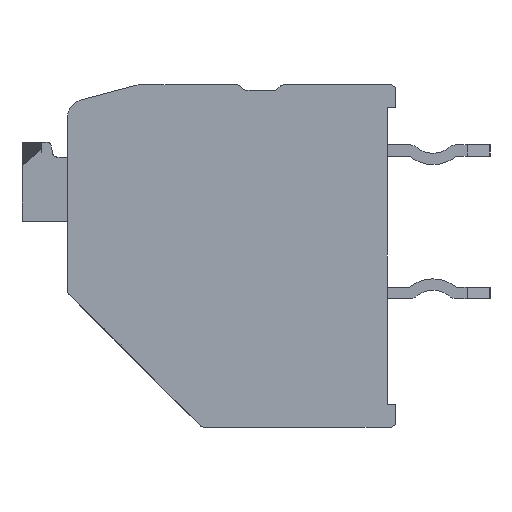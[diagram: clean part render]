
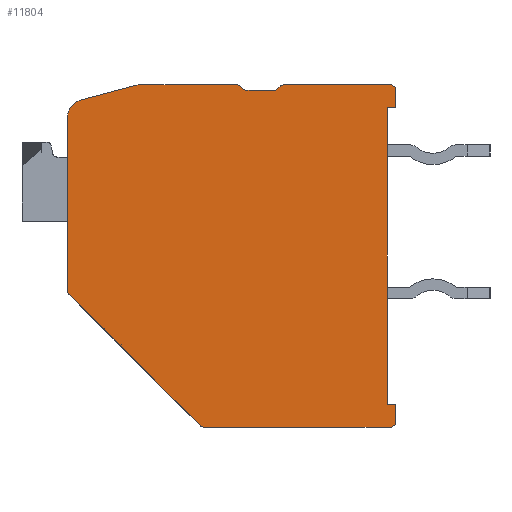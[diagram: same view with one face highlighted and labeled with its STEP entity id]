
A CAD part, left-side view. The second image highlights one B-rep face of the part: STEP entity #11804.
In plain terms, the highlighted planar face has unit normal (-1, 0, 0).
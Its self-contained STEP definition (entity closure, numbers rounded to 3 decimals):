
#3797=CARTESIAN_POINT('',(-31.5,5.15,4.883));
#3798=DIRECTION('',(1.,0.,0.));
#3799=DIRECTION('',(0.,1.,0.));
#3800=AXIS2_PLACEMENT_3D('',#3797,#3798,#3799);
#3802=DIRECTION('',(0.,-0.966,0.259));
#3803=VECTOR('',#3802,1.997);
#3804=CARTESIAN_POINT('',(-31.5,5.305,5.463));
#3805=LINE('',#3804,#3803);
#3806=CARTESIAN_POINT('',(-31.5,3.221,5.4));
#3807=DIRECTION('',(1.,0.,0.));
#3808=DIRECTION('',(0.,0.259,0.966));
#3809=AXIS2_PLACEMENT_3D('',#3806,#3807,#3808);
#3811=DIRECTION('',(0.,-1.,0.));
#3812=VECTOR('',#3811,3.388);
#3813=CARTESIAN_POINT('',(-31.5,3.221,6.));
#3814=LINE('',#3813,#3812);
#3815=CARTESIAN_POINT('',(-31.5,-0.167,5.8));
#3816=DIRECTION('',(1.,0.,0.));
#3817=DIRECTION('',(0.,0.,1.));
#3818=AXIS2_PLACEMENT_3D('',#3815,#3816,#3817);
#3820=DIRECTION('',(0.,-0.707,-0.707));
#3821=VECTOR('',#3820,0.117);
#3822=CARTESIAN_POINT('',(-31.5,-0.309,5.941));
#3823=LINE('',#3822,#3821);
#3824=CARTESIAN_POINT('',(-31.5,-0.533,6.));
#3825=DIRECTION('',(-1.,0.,0.));
#3826=DIRECTION('',(0.,0.707,-0.707));
#3827=AXIS2_PLACEMENT_3D('',#3824,#3825,#3826);
#3829=DIRECTION('',(0.,-1.,0.));
#3830=VECTOR('',#3829,0.934);
#3831=CARTESIAN_POINT('',(-31.5,-0.533,5.8));
#3832=LINE('',#3831,#3830);
#3833=CARTESIAN_POINT('',(-31.5,-1.467,6.));
#3834=DIRECTION('',(-1.,0.,0.));
#3835=DIRECTION('',(0.,0.,-1.));
#3836=AXIS2_PLACEMENT_3D('',#3833,#3834,#3835);
#3838=DIRECTION('',(0.,-0.707,0.707));
#3839=VECTOR('',#3838,0.117);
#3840=CARTESIAN_POINT('',(-31.5,-1.609,5.859));
#3841=LINE('',#3840,#3839);
#3842=CARTESIAN_POINT('',(-31.5,-1.833,5.8));
#3843=DIRECTION('',(1.,0.,0.));
#3844=DIRECTION('',(0.,0.707,0.707));
#3845=AXIS2_PLACEMENT_3D('',#3842,#3843,#3844);
#3847=DIRECTION('',(0.,-1.,0.));
#3848=VECTOR('',#3847,3.717);
#3849=CARTESIAN_POINT('',(-31.5,-1.833,6.));
#3850=LINE('',#3849,#3848);
#3851=CARTESIAN_POINT('',(-31.5,-5.55,5.8));
#3852=DIRECTION('',(1.,0.,0.));
#3853=DIRECTION('',(0.,0.,1.));
#3854=AXIS2_PLACEMENT_3D('',#3851,#3852,#3853);
#3856=DIRECTION('',(0.,0.,-1.));
#3857=VECTOR('',#3856,0.6);
#3858=CARTESIAN_POINT('',(-31.5,-5.75,5.8));
#3859=LINE('',#3858,#3857);
#3860=DIRECTION('',(0.,1.,0.));
#3861=VECTOR('',#3860,0.3);
#3862=CARTESIAN_POINT('',(-31.5,-5.75,5.2));
#3863=LINE('',#3862,#3861);
#3864=DIRECTION('',(0.,0.,-1.));
#3865=VECTOR('',#3864,10.4);
#3866=CARTESIAN_POINT('',(-31.5,-5.45,5.2));
#3867=LINE('',#3866,#3865);
#3868=DIRECTION('',(0.,-1.,0.));
#3869=VECTOR('',#3868,0.3);
#3870=CARTESIAN_POINT('',(-31.5,-5.45,-5.2));
#3871=LINE('',#3870,#3869);
#3872=DIRECTION('',(0.,0.,-1.));
#3873=VECTOR('',#3872,0.6);
#3874=CARTESIAN_POINT('',(-31.5,-5.75,-5.2));
#3875=LINE('',#3874,#3873);
#3876=CARTESIAN_POINT('',(-31.5,-5.55,-5.8));
#3877=DIRECTION('',(1.,0.,0.));
#3878=DIRECTION('',(0.,-1.,0.));
#3879=AXIS2_PLACEMENT_3D('',#3876,#3877,#3878);
#3881=DIRECTION('',(0.,1.,0.));
#3882=VECTOR('',#3881,6.515);
#3883=CARTESIAN_POINT('',(-31.5,-5.55,-6.));
#3884=LINE('',#3883,#3882);
#3885=CARTESIAN_POINT('',(-31.5,0.965,-5.8));
#3886=DIRECTION('',(1.,0.,0.));
#3887=DIRECTION('',(0.,0.,-1.));
#3888=AXIS2_PLACEMENT_3D('',#3885,#3886,#3887);
#3890=DIRECTION('',(0.,0.707,0.707));
#3891=VECTOR('',#3890,6.484);
#3892=CARTESIAN_POINT('',(-31.5,1.107,-5.941));
#3893=LINE('',#3892,#3891);
#3894=CARTESIAN_POINT('',(-31.5,5.55,-1.215));
#3895=DIRECTION('',(1.,0.,0.));
#3896=DIRECTION('',(0.,0.707,-0.707));
#3897=AXIS2_PLACEMENT_3D('',#3894,#3895,#3896);
#3899=DIRECTION('',(0.,0.,1.));
#3900=VECTOR('',#3899,6.098);
#3901=CARTESIAN_POINT('',(-31.5,5.75,-1.215));
#3902=LINE('',#3901,#3900);
#5311=CARTESIAN_POINT('',(-31.5,5.75,4.883));
#5312=CARTESIAN_POINT('',(-31.5,5.305,5.463));
#5313=VERTEX_POINT('',#5311);
#5314=VERTEX_POINT('',#5312);
#5315=CARTESIAN_POINT('',(-31.5,3.376,5.98));
#5316=VERTEX_POINT('',#5315);
#5317=CARTESIAN_POINT('',(-31.5,3.221,6.));
#5318=VERTEX_POINT('',#5317);
#5319=CARTESIAN_POINT('',(-31.5,-0.167,6.));
#5320=VERTEX_POINT('',#5319);
#5321=CARTESIAN_POINT('',(-31.5,-0.309,5.941));
#5322=VERTEX_POINT('',#5321);
#5323=CARTESIAN_POINT('',(-31.5,-0.391,5.859));
#5324=VERTEX_POINT('',#5323);
#5325=CARTESIAN_POINT('',(-31.5,-0.533,5.8));
#5326=VERTEX_POINT('',#5325);
#5327=CARTESIAN_POINT('',(-31.5,-1.467,5.8));
#5328=VERTEX_POINT('',#5327);
#5329=CARTESIAN_POINT('',(-31.5,-1.609,5.859));
#5330=VERTEX_POINT('',#5329);
#5331=CARTESIAN_POINT('',(-31.5,-1.691,5.941));
#5332=VERTEX_POINT('',#5331);
#5333=CARTESIAN_POINT('',(-31.5,-1.833,6.));
#5334=VERTEX_POINT('',#5333);
#5335=CARTESIAN_POINT('',(-31.5,-5.55,6.));
#5336=VERTEX_POINT('',#5335);
#5337=CARTESIAN_POINT('',(-31.5,-5.75,5.8));
#5338=VERTEX_POINT('',#5337);
#5339=CARTESIAN_POINT('',(-31.5,-5.75,5.2));
#5340=VERTEX_POINT('',#5339);
#5341=CARTESIAN_POINT('',(-31.5,-5.45,5.2));
#5342=VERTEX_POINT('',#5341);
#5343=CARTESIAN_POINT('',(-31.5,-5.45,-5.2));
#5344=VERTEX_POINT('',#5343);
#5345=CARTESIAN_POINT('',(-31.5,-5.75,-5.2));
#5346=VERTEX_POINT('',#5345);
#5347=CARTESIAN_POINT('',(-31.5,-5.75,-5.8));
#5348=VERTEX_POINT('',#5347);
#5349=CARTESIAN_POINT('',(-31.5,-5.55,-6.));
#5350=VERTEX_POINT('',#5349);
#5351=CARTESIAN_POINT('',(-31.5,0.965,-6.));
#5352=VERTEX_POINT('',#5351);
#5353=CARTESIAN_POINT('',(-31.5,1.107,-5.941));
#5354=VERTEX_POINT('',#5353);
#5355=CARTESIAN_POINT('',(-31.5,5.691,-1.357));
#5356=VERTEX_POINT('',#5355);
#5357=CARTESIAN_POINT('',(-31.5,5.75,-1.215));
#5358=VERTEX_POINT('',#5357);
#11773=CARTESIAN_POINT('',(-31.5,0.,0.));
#11774=DIRECTION('',(1.,0.,0.));
#11775=DIRECTION('',(0.,0.,-1.));
#11776=AXIS2_PLACEMENT_3D('',#11773,#11774,#11775);
#11777=PLANE('',#11776);
#11778=ORIENTED_EDGE('',*,*,#6789,.T.);
#11779=ORIENTED_EDGE('',*,*,#6804,.T.);
#11780=ORIENTED_EDGE('',*,*,#6818,.T.);
#11781=ORIENTED_EDGE('',*,*,#6832,.T.);
#11782=ORIENTED_EDGE('',*,*,#6846,.T.);
#11783=ORIENTED_EDGE('',*,*,#6860,.T.);
#11784=ORIENTED_EDGE('',*,*,#6874,.T.);
#11785=ORIENTED_EDGE('',*,*,#6888,.T.);
#11786=ORIENTED_EDGE('',*,*,#6902,.T.);
#11787=ORIENTED_EDGE('',*,*,#6916,.T.);
#11788=ORIENTED_EDGE('',*,*,#6930,.T.);
#11789=ORIENTED_EDGE('',*,*,#6944,.T.);
#11790=ORIENTED_EDGE('',*,*,#6958,.T.);
#11791=ORIENTED_EDGE('',*,*,#6972,.T.);
#11792=ORIENTED_EDGE('',*,*,#6986,.T.);
#11793=ORIENTED_EDGE('',*,*,#7000,.T.);
#11794=ORIENTED_EDGE('',*,*,#7104,.T.);
#11795=ORIENTED_EDGE('',*,*,#7118,.T.);
#11796=ORIENTED_EDGE('',*,*,#7132,.T.);
#11797=ORIENTED_EDGE('',*,*,#7146,.T.);
#11798=ORIENTED_EDGE('',*,*,#7160,.T.);
#11799=ORIENTED_EDGE('',*,*,#7183,.T.);
#11800=ORIENTED_EDGE('',*,*,#7529,.T.);
#11801=ORIENTED_EDGE('',*,*,#7639,.T.);
#11802=EDGE_LOOP('',(#11778,#11779,#11780,#11781,#11782,#11783,#11784,#11785,
#11786,#11787,#11788,#11789,#11790,#11791,#11792,#11793,#11794,#11795,#11796,
#11797,#11798,#11799,#11800,#11801));
#11803=FACE_OUTER_BOUND('',#11802,.F.);
#3801=CIRCLE('',#3800,0.6);
#3810=CIRCLE('',#3809,0.6);
#3819=CIRCLE('',#3818,0.2);
#3828=CIRCLE('',#3827,0.2);
#3837=CIRCLE('',#3836,0.2);
#3846=CIRCLE('',#3845,0.2);
#3855=CIRCLE('',#3854,0.2);
#3880=CIRCLE('',#3879,0.2);
#3889=CIRCLE('',#3888,0.2);
#3898=CIRCLE('',#3897,0.2);
#6789=EDGE_CURVE('',#5313,#5314,#3801,.T.);
#6804=EDGE_CURVE('',#5314,#5316,#3805,.T.);
#6818=EDGE_CURVE('',#5316,#5318,#3810,.T.);
#6832=EDGE_CURVE('',#5318,#5320,#3814,.T.);
#6846=EDGE_CURVE('',#5320,#5322,#3819,.T.);
#6860=EDGE_CURVE('',#5322,#5324,#3823,.T.);
#6874=EDGE_CURVE('',#5324,#5326,#3828,.T.);
#6888=EDGE_CURVE('',#5326,#5328,#3832,.T.);
#6902=EDGE_CURVE('',#5328,#5330,#3837,.T.);
#6916=EDGE_CURVE('',#5330,#5332,#3841,.T.);
#6930=EDGE_CURVE('',#5332,#5334,#3846,.T.);
#6944=EDGE_CURVE('',#5334,#5336,#3850,.T.);
#6958=EDGE_CURVE('',#5336,#5338,#3855,.T.);
#6972=EDGE_CURVE('',#5338,#5340,#3859,.T.);
#6986=EDGE_CURVE('',#5340,#5342,#3863,.T.);
#7000=EDGE_CURVE('',#5342,#5344,#3867,.T.);
#7104=EDGE_CURVE('',#5344,#5346,#3871,.T.);
#7118=EDGE_CURVE('',#5346,#5348,#3875,.T.);
#7132=EDGE_CURVE('',#5348,#5350,#3880,.T.);
#7146=EDGE_CURVE('',#5350,#5352,#3884,.T.);
#7160=EDGE_CURVE('',#5352,#5354,#3889,.T.);
#7183=EDGE_CURVE('',#5354,#5356,#3893,.T.);
#7529=EDGE_CURVE('',#5356,#5358,#3898,.T.);
#7639=EDGE_CURVE('',#5358,#5313,#3902,.T.);
#11804=ADVANCED_FACE('',(#11803),#11777,.F.);
